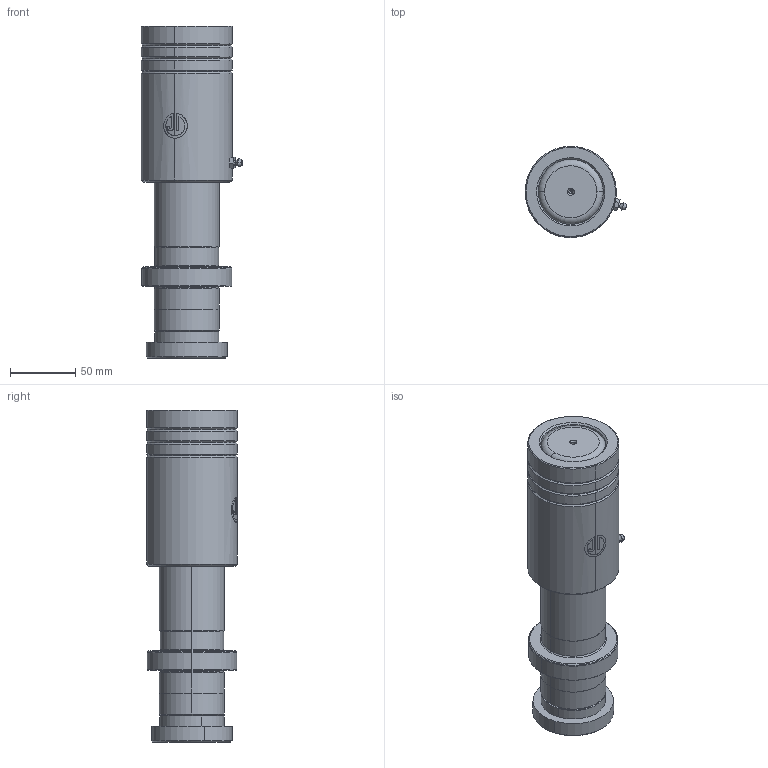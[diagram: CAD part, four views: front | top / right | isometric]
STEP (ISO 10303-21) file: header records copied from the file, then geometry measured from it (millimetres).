
FILE_DESCRIPTION (( 'STEP AP214' ), '1' );
FILE_NAME ('HRD-D50-L200(BL-120).STEP', '2021-09-28T09:33:31', ( '' ), ( '' ), 'SwSTEP 2.0', 'SolidWorks 2016', '' );
FILE_SCHEMA (( 'AUTOMOTIVE_DESIGN' ));
Length unit declared in the file: millimetre
Products named in the file (12): TRP蹟簽D50; LXB-D70-d50-L120郪蚾; HRD-D50-L200(BL-120); LXB-D70-d50-L120; 蛁蚐郲; TRP-D50-L200
Assembly tree (7 placements, depth 3):
  TRP蹟簽D50
  HRD-D50-L200(BL-120)
    LXB-D70-d50-L120郪蚾
      LXB-D70-d50-L120
  蛁蚐郲
  TRP-D50-L200
  HRD-D50-L200(BL-120)
    TRP-D50-L200
    TRP蹟簽D50
    LXB-D70-d50-L120郪蚾
      LXB-D70-d50-L120
      蛁蚐郲
Bounding box: 77.85 x 69.88 x 255 mm (x, y, z)
Volume: 745314.2 mm3; surface area: 106954.4 mm2
Topology: 4 solids, 4 shells, 163 faces, 361 edges, 216 vertices
Faces by surface type: cylinder 49, cone 42, plane 30, torus 28, bspline 14
Entity records: 9368 total; most frequent: CARTESIAN_POINT 5455, DIRECTION 799, ORIENTED_EDGE 710, EDGE_CURVE 355, AXIS2_PLACEMENT_3D 341, VERTEX_POINT 212, EDGE_LOOP 183, CIRCLE 177
